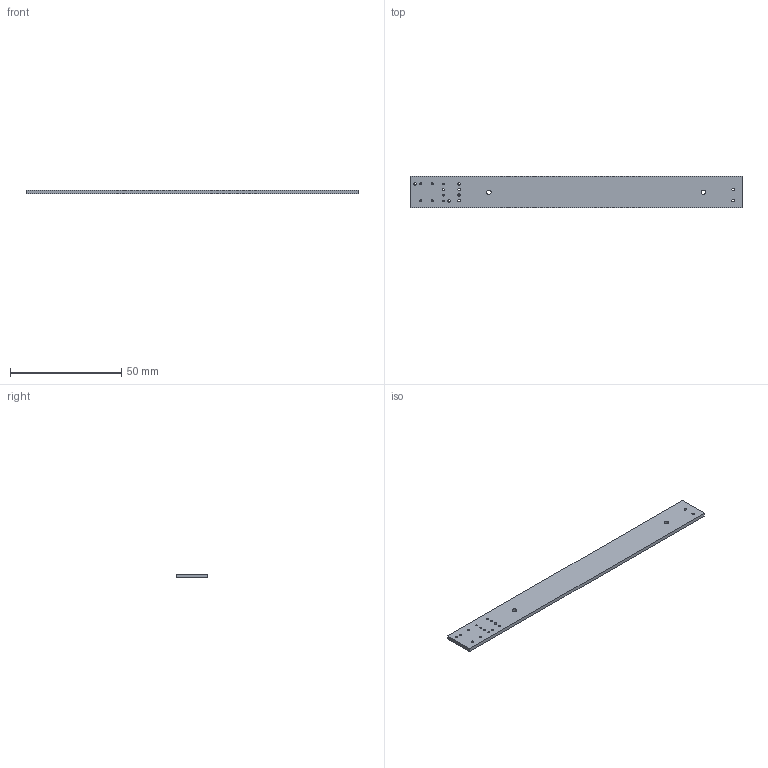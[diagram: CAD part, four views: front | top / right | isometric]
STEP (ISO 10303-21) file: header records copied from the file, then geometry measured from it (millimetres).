
FILE_DESCRIPTION(('KiCad electronic assembly'),'2;1');
FILE_NAME('MHCI-Fader.step','2024-12-19T21:40:44',('Pcbnew'),('Kicad'), 'Open CASCADE STEP processor 7.8','KiCad to STEP converter','Unknown' );
FILE_SCHEMA(('AUTOMOTIVE_DESIGN { 1 0 10303 214 1 1 1 1 }'));
Length unit declared in the file: millimetre
Products named in the file (2): MHCI-Fader 1; MHCI-Fader_PCB
Assembly tree (1 placements, depth 2):
  MHCI-Fader 1
    MHCI-Fader_PCB
Bounding box: 149 x 14 x 1.6 mm (x, y, z)
Volume: 3308.8 mm3; surface area: 4754.2 mm2
Topology: 1 solids, 1 shells, 24 faces, 66 edges, 44 vertices
Faces by surface type: cylinder 18, plane 6
Full cylindrical faces by diameter (mm): 0.7 x4, 0.9 x4, 1.1 x8, 2 x2
Entity records: 895 total; most frequent: DIRECTION 154, CARTESIAN_POINT 136, ORIENTED_EDGE 132, EDGE_CURVE 66, AXIS2_PLACEMENT_3D 62, FACE_BOUND 60, EDGE_LOOP 60, VERTEX_POINT 44
